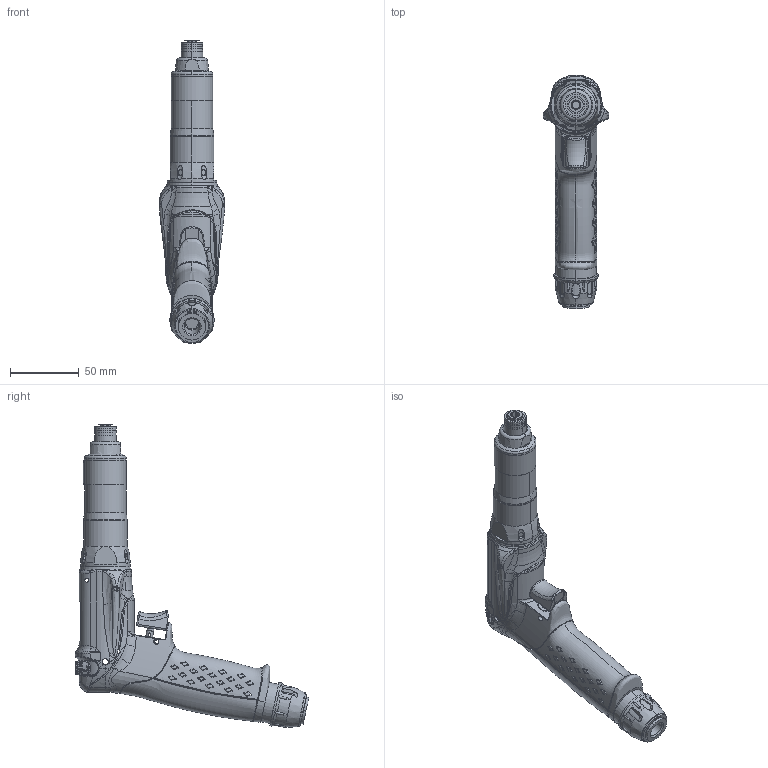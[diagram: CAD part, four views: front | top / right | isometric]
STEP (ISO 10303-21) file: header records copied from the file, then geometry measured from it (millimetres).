
FILE_DESCRIPTION((''),'2;1');
FILE_NAME('TMP161917_SW','2011-10-05T',('tooextcsr'),(''),'PRO/ENGINEER BY PARAMETRIC TECHNOLOGY CORPORATION, 2008310','PRO/ENGINEER BY PARAMETRIC TECHNOLOGY CORPORATION, 2008310','');
FILE_SCHEMA(('CONFIG_CONTROL_DESIGN', 'GEOMETRIC_VALIDATION_PROPERTIES_MIM'));
Products named in the file (1): TMP161917_SW
Bounding box: 48.05 x 170.1 x 220.51 mm (x, y, z)
Surface area: 47896.3 mm2 (no closed solid volume)
Topology: 0 solids, 80 shells, 839 faces, 3715 edges, 2790 vertices
Faces by surface type: bspline 459, cylinder 174, plane 88, cone 47, torus 46, extrusion 17, revolution 4, sphere 4
Entity records: 218897 total; most frequent: CARTESIAN_POINT 190384, ORIENTED_EDGE 5275, EDGE_CURVE 3695, VERTEX_POINT 2788, B_SPLINE_CURVE_WITH_KNOTS 2602, DIRECTION 2461, AXIS2_PLACEMENT_3D 967, EDGE_LOOP 907
